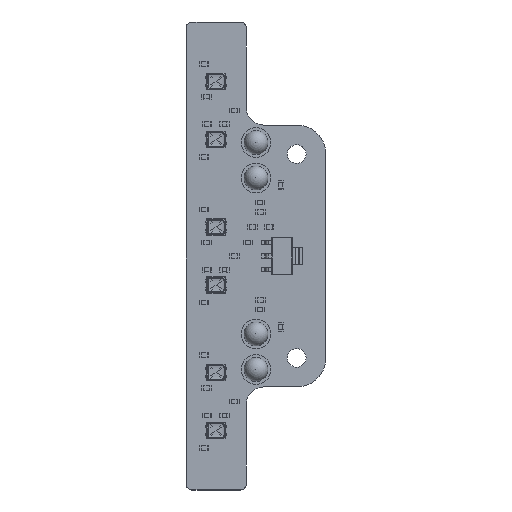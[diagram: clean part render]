
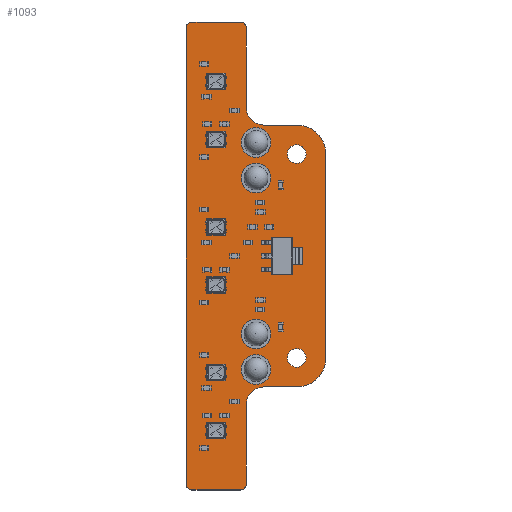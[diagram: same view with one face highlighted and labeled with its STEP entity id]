
A CAD part, top view. The second image highlights one B-rep face of the part: STEP entity #1093.
In plain terms, the highlighted planar face has unit normal (0, 0, 1).
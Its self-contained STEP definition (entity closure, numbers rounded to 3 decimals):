
#204 = VERTEX_POINT('',#205);
#205 = CARTESIAN_POINT('',(1.006,0.006,0.411));
#211 = EDGE_CURVE('',#204,#212,#214,.T.);
#212 = VERTEX_POINT('',#213);
#213 = CARTESIAN_POINT('',(9.305,0.006,0.411));
#214 = LINE('',#215,#216);
#215 = CARTESIAN_POINT('',(1.006,0.006,0.411));
#216 = VECTOR('',#217,1.);
#217 = DIRECTION('',(1.,0.,0.));
#242 = EDGE_CURVE('',#212,#243,#245,.T.);
#243 = VERTEX_POINT('',#244);
#244 = CARTESIAN_POINT('',(10.305,1.006,0.411));
#245 = CIRCLE('',#246,1.);
#246 = AXIS2_PLACEMENT_3D('',#247,#248,#249);
#247 = CARTESIAN_POINT('',(9.305,1.006,0.411));
#248 = DIRECTION('',(0.,0.,1.));
#249 = DIRECTION('',(0.,-1.,0.));
#275 = EDGE_CURVE('',#243,#276,#278,.T.);
#276 = VERTEX_POINT('',#277);
#277 = CARTESIAN_POINT('',(10.305,14.706,0.411));
#278 = LINE('',#279,#280);
#279 = CARTESIAN_POINT('',(10.305,1.006,0.411));
#280 = VECTOR('',#281,1.);
#281 = DIRECTION('',(0.,1.,0.));
#306 = EDGE_CURVE('',#276,#307,#309,.T.);
#307 = VERTEX_POINT('',#308);
#308 = CARTESIAN_POINT('',(13.305,17.706,0.411));
#309 = CIRCLE('',#310,2.999);
#310 = AXIS2_PLACEMENT_3D('',#311,#312,#313);
#311 = CARTESIAN_POINT('',(13.304,14.707,0.411));
#312 = DIRECTION('',(0.,0.,-1.));
#313 = DIRECTION('',(-1.,0.,-0.));
#339 = EDGE_CURVE('',#307,#340,#342,.T.);
#340 = VERTEX_POINT('',#341);
#341 = CARTESIAN_POINT('',(19.005,17.706,0.411));
#342 = LINE('',#343,#344);
#343 = CARTESIAN_POINT('',(13.305,17.706,0.411));
#344 = VECTOR('',#345,1.);
#345 = DIRECTION('',(1.,0.,0.));
#370 = EDGE_CURVE('',#340,#371,#373,.T.);
#371 = VERTEX_POINT('',#372);
#372 = CARTESIAN_POINT('',(24.005,22.706,0.411));
#373 = CIRCLE('',#374,5.);
#374 = AXIS2_PLACEMENT_3D('',#375,#376,#377);
#375 = CARTESIAN_POINT('',(19.005,22.706,0.411));
#376 = DIRECTION('',(0.,0.,1.));
#377 = DIRECTION('',(0.,-1.,0.));
#403 = EDGE_CURVE('',#371,#404,#406,.T.);
#404 = VERTEX_POINT('',#405);
#405 = CARTESIAN_POINT('',(24.005,57.706,0.411));
#406 = LINE('',#407,#408);
#407 = CARTESIAN_POINT('',(24.005,22.706,0.411));
#408 = VECTOR('',#409,1.);
#409 = DIRECTION('',(0.,1.,0.));
#434 = EDGE_CURVE('',#404,#435,#437,.T.);
#435 = VERTEX_POINT('',#436);
#436 = CARTESIAN_POINT('',(19.005,62.706,0.411));
#437 = CIRCLE('',#438,4.998);
#438 = AXIS2_PLACEMENT_3D('',#439,#440,#441);
#439 = CARTESIAN_POINT('',(19.007,57.708,0.411));
#440 = DIRECTION('',(0.,0.,1.));
#441 = DIRECTION('',(1.,0.,0.));
#467 = EDGE_CURVE('',#435,#468,#470,.T.);
#468 = VERTEX_POINT('',#469);
#469 = CARTESIAN_POINT('',(13.305,62.706,0.411));
#470 = LINE('',#471,#472);
#471 = CARTESIAN_POINT('',(19.005,62.706,0.411));
#472 = VECTOR('',#473,1.);
#473 = DIRECTION('',(-1.,0.,0.));
#498 = EDGE_CURVE('',#468,#499,#501,.T.);
#499 = VERTEX_POINT('',#500);
#500 = CARTESIAN_POINT('',(10.305,65.706,0.411));
#501 = CIRCLE('',#502,3.001);
#502 = AXIS2_PLACEMENT_3D('',#503,#504,#505);
#503 = CARTESIAN_POINT('',(13.306,65.707,0.411));
#504 = DIRECTION('',(0.,0.,-1.));
#505 = DIRECTION('',(0.,-1.,-0.));
#531 = EDGE_CURVE('',#499,#532,#534,.T.);
#532 = VERTEX_POINT('',#533);
#533 = CARTESIAN_POINT('',(10.305,79.406,0.411));
#534 = LINE('',#535,#536);
#535 = CARTESIAN_POINT('',(10.305,65.706,0.411));
#536 = VECTOR('',#537,1.);
#537 = DIRECTION('',(0.,1.,0.));
#562 = EDGE_CURVE('',#532,#563,#565,.T.);
#563 = VERTEX_POINT('',#564);
#564 = CARTESIAN_POINT('',(9.305,80.406,0.411));
#565 = CIRCLE('',#566,1.);
#566 = AXIS2_PLACEMENT_3D('',#567,#568,#569);
#567 = CARTESIAN_POINT('',(9.305,79.406,0.411));
#568 = DIRECTION('',(0.,0.,1.));
#569 = DIRECTION('',(1.,0.,-0.));
#595 = EDGE_CURVE('',#563,#596,#598,.T.);
#596 = VERTEX_POINT('',#597);
#597 = CARTESIAN_POINT('',(1.006,80.406,0.411));
#598 = LINE('',#599,#600);
#599 = CARTESIAN_POINT('',(9.305,80.406,0.411));
#600 = VECTOR('',#601,1.);
#601 = DIRECTION('',(-1.,0.,0.));
#626 = EDGE_CURVE('',#596,#627,#629,.T.);
#627 = VERTEX_POINT('',#628);
#628 = CARTESIAN_POINT('',(0.006,79.406,0.411));
#629 = CIRCLE('',#630,1.);
#630 = AXIS2_PLACEMENT_3D('',#631,#632,#633);
#631 = CARTESIAN_POINT('',(1.006,79.406,0.411));
#632 = DIRECTION('',(0.,0.,1.));
#633 = DIRECTION('',(0.,1.,0.));
#659 = EDGE_CURVE('',#627,#660,#662,.T.);
#660 = VERTEX_POINT('',#661);
#661 = CARTESIAN_POINT('',(0.006,1.006,0.411));
#662 = LINE('',#663,#664);
#663 = CARTESIAN_POINT('',(0.006,79.406,0.411));
#664 = VECTOR('',#665,1.);
#665 = DIRECTION('',(0.,-1.,0.));
#690 = EDGE_CURVE('',#660,#204,#691,.T.);
#691 = CIRCLE('',#692,1.);
#692 = AXIS2_PLACEMENT_3D('',#693,#694,#695);
#693 = CARTESIAN_POINT('',(1.006,1.006,0.411));
#694 = DIRECTION('',(0.,0.,1.));
#695 = DIRECTION('',(-1.,0.,0.));
#716 = VERTEX_POINT('',#717);
#717 = CARTESIAN_POINT('',(12.381,21.971,0.411));
#723 = EDGE_CURVE('',#716,#716,#724,.T.);
#724 = CIRCLE('',#725,0.381);
#725 = AXIS2_PLACEMENT_3D('',#726,#727,#728);
#726 = CARTESIAN_POINT('',(12.,21.971,0.411));
#727 = DIRECTION('',(0.,0.,1.));
#728 = DIRECTION('',(1.,0.,-0.));
#749 = VERTEX_POINT('',#750);
#750 = CARTESIAN_POINT('',(12.381,19.431,0.411));
#756 = EDGE_CURVE('',#749,#749,#757,.T.);
#757 = CIRCLE('',#758,0.381);
#758 = AXIS2_PLACEMENT_3D('',#759,#760,#761);
#759 = CARTESIAN_POINT('',(12.,19.431,0.411));
#760 = DIRECTION('',(0.,0.,1.));
#761 = DIRECTION('',(1.,0.,-0.));
#782 = VERTEX_POINT('',#783);
#783 = CARTESIAN_POINT('',(12.381,25.527,0.411));
#789 = EDGE_CURVE('',#782,#782,#790,.T.);
#790 = CIRCLE('',#791,0.381);
#791 = AXIS2_PLACEMENT_3D('',#792,#793,#794);
#792 = CARTESIAN_POINT('',(12.,25.527,0.411));
#793 = DIRECTION('',(0.,0.,1.));
#794 = DIRECTION('',(1.,0.,-0.));
#815 = VERTEX_POINT('',#816);
#816 = CARTESIAN_POINT('',(12.381,28.067,0.411));
#822 = EDGE_CURVE('',#815,#815,#823,.T.);
#823 = CIRCLE('',#824,0.381);
#824 = AXIS2_PLACEMENT_3D('',#825,#826,#827);
#825 = CARTESIAN_POINT('',(12.,28.067,0.411));
#826 = DIRECTION('',(0.,0.,1.));
#827 = DIRECTION('',(1.,0.,-0.));
#848 = VERTEX_POINT('',#849);
#849 = CARTESIAN_POINT('',(12.381,54.864,0.411));
#855 = EDGE_CURVE('',#848,#848,#856,.T.);
#856 = CIRCLE('',#857,0.381);
#857 = AXIS2_PLACEMENT_3D('',#858,#859,#860);
#858 = CARTESIAN_POINT('',(12.,54.864,0.411));
#859 = DIRECTION('',(0.,0.,1.));
#860 = DIRECTION('',(1.,0.,-0.));
#881 = VERTEX_POINT('',#882);
#882 = CARTESIAN_POINT('',(12.381,52.324,0.411));
#888 = EDGE_CURVE('',#881,#881,#889,.T.);
#889 = CIRCLE('',#890,0.381);
#890 = AXIS2_PLACEMENT_3D('',#891,#892,#893);
#891 = CARTESIAN_POINT('',(12.,52.324,0.411));
#892 = DIRECTION('',(0.,0.,1.));
#893 = DIRECTION('',(1.,0.,-0.));
#914 = VERTEX_POINT('',#915);
#915 = CARTESIAN_POINT('',(20.605,22.706,0.411));
#921 = EDGE_CURVE('',#914,#914,#922,.T.);
#922 = CIRCLE('',#923,1.6);
#923 = AXIS2_PLACEMENT_3D('',#924,#925,#926);
#924 = CARTESIAN_POINT('',(19.005,22.706,0.411));
#925 = DIRECTION('',(0.,0.,1.));
#926 = DIRECTION('',(1.,0.,-0.));
#947 = VERTEX_POINT('',#948);
#948 = CARTESIAN_POINT('',(12.381,60.96,0.411));
#954 = EDGE_CURVE('',#947,#947,#955,.T.);
#955 = CIRCLE('',#956,0.381);
#956 = AXIS2_PLACEMENT_3D('',#957,#958,#959);
#957 = CARTESIAN_POINT('',(12.,60.96,0.411));
#958 = DIRECTION('',(0.,0.,1.));
#959 = DIRECTION('',(1.,0.,-0.));
#980 = VERTEX_POINT('',#981);
#981 = CARTESIAN_POINT('',(12.381,58.42,0.411));
#987 = EDGE_CURVE('',#980,#980,#988,.T.);
#988 = CIRCLE('',#989,0.381);
#989 = AXIS2_PLACEMENT_3D('',#990,#991,#992);
#990 = CARTESIAN_POINT('',(12.,58.42,0.411));
#991 = DIRECTION('',(0.,0.,1.));
#992 = DIRECTION('',(1.,0.,-0.));
#1013 = VERTEX_POINT('',#1014);
#1014 = CARTESIAN_POINT('',(20.605,57.706,0.411));
#1020 = EDGE_CURVE('',#1013,#1013,#1021,.T.);
#1021 = CIRCLE('',#1022,1.6);
#1022 = AXIS2_PLACEMENT_3D('',#1023,#1024,#1025);
#1023 = CARTESIAN_POINT('',(19.005,57.706,0.411));
#1024 = DIRECTION('',(0.,0.,1.));
#1025 = DIRECTION('',(1.,0.,-0.));
#1093 = ADVANCED_FACE('',(#1094,#1112,#1115,#1118,#1121,#1124,#1127,
    #1130,#1133,#1136,#1139),#1142,.T.);
#1094 = FACE_BOUND('',#1095,.T.);
#1095 = EDGE_LOOP('',(#1096,#1097,#1098,#1099,#1100,#1101,#1102,#1103,
    #1104,#1105,#1106,#1107,#1108,#1109,#1110,#1111));
#1096 = ORIENTED_EDGE('',*,*,#211,.T.);
#1097 = ORIENTED_EDGE('',*,*,#242,.T.);
#1098 = ORIENTED_EDGE('',*,*,#275,.T.);
#1099 = ORIENTED_EDGE('',*,*,#306,.T.);
#1100 = ORIENTED_EDGE('',*,*,#339,.T.);
#1101 = ORIENTED_EDGE('',*,*,#370,.T.);
#1102 = ORIENTED_EDGE('',*,*,#403,.T.);
#1103 = ORIENTED_EDGE('',*,*,#434,.T.);
#1104 = ORIENTED_EDGE('',*,*,#467,.T.);
#1105 = ORIENTED_EDGE('',*,*,#498,.T.);
#1106 = ORIENTED_EDGE('',*,*,#531,.T.);
#1107 = ORIENTED_EDGE('',*,*,#562,.T.);
#1108 = ORIENTED_EDGE('',*,*,#595,.T.);
#1109 = ORIENTED_EDGE('',*,*,#626,.T.);
#1110 = ORIENTED_EDGE('',*,*,#659,.T.);
#1111 = ORIENTED_EDGE('',*,*,#690,.T.);
#1112 = FACE_BOUND('',#1113,.T.);
#1113 = EDGE_LOOP('',(#1114));
#1114 = ORIENTED_EDGE('',*,*,#723,.F.);
#1115 = FACE_BOUND('',#1116,.T.);
#1116 = EDGE_LOOP('',(#1117));
#1117 = ORIENTED_EDGE('',*,*,#756,.F.);
#1118 = FACE_BOUND('',#1119,.T.);
#1119 = EDGE_LOOP('',(#1120));
#1120 = ORIENTED_EDGE('',*,*,#789,.F.);
#1121 = FACE_BOUND('',#1122,.T.);
#1122 = EDGE_LOOP('',(#1123));
#1123 = ORIENTED_EDGE('',*,*,#822,.F.);
#1124 = FACE_BOUND('',#1125,.T.);
#1125 = EDGE_LOOP('',(#1126));
#1126 = ORIENTED_EDGE('',*,*,#855,.F.);
#1127 = FACE_BOUND('',#1128,.T.);
#1128 = EDGE_LOOP('',(#1129));
#1129 = ORIENTED_EDGE('',*,*,#888,.F.);
#1130 = FACE_BOUND('',#1131,.T.);
#1131 = EDGE_LOOP('',(#1132));
#1132 = ORIENTED_EDGE('',*,*,#921,.F.);
#1133 = FACE_BOUND('',#1134,.T.);
#1134 = EDGE_LOOP('',(#1135));
#1135 = ORIENTED_EDGE('',*,*,#954,.F.);
#1136 = FACE_BOUND('',#1137,.T.);
#1137 = EDGE_LOOP('',(#1138));
#1138 = ORIENTED_EDGE('',*,*,#987,.F.);
#1139 = FACE_BOUND('',#1140,.T.);
#1140 = EDGE_LOOP('',(#1141));
#1141 = ORIENTED_EDGE('',*,*,#1020,.F.);
#1142 = PLANE('',#1143);
#1143 = AXIS2_PLACEMENT_3D('',#1144,#1145,#1146);
#1144 = CARTESIAN_POINT('',(9.381,40.206,0.411));
#1145 = DIRECTION('',(0.,0.,1.));
#1146 = DIRECTION('',(1.,0.,-0.));
